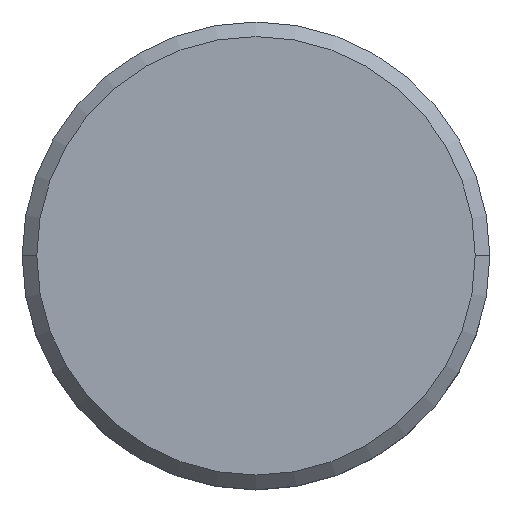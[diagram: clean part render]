
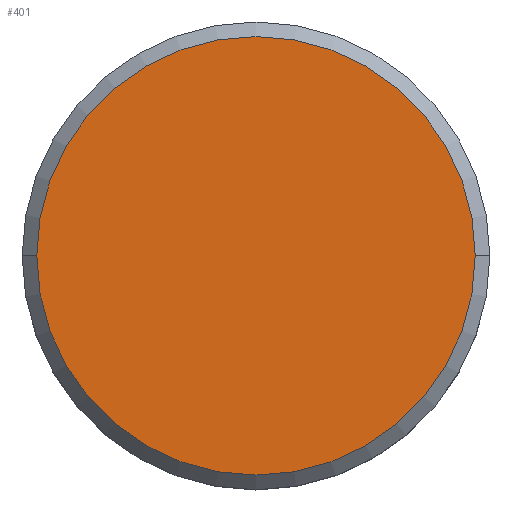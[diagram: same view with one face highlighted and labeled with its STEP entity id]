
A CAD part, top view. The second image highlights one B-rep face of the part: STEP entity #401.
In plain terms, the highlighted planar face has unit normal (0, 0, 1).
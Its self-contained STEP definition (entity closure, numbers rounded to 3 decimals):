
#17 = CARTESIAN_POINT ( 'NONE',  ( 0., 0., 0. ) ) ;
#38 = CARTESIAN_POINT ( 'NONE',  ( 0., 0., 0. ) ) ;
#79 = CARTESIAN_POINT ( 'NONE',  ( 7.5, 0., 0. ) ) ;
#84 = ORIENTED_EDGE ( 'NONE', *, *, #390, .T. ) ;
#122 = EDGE_LOOP ( 'NONE', ( #84, #400 ) ) ;
#142 = DIRECTION ( 'NONE',  ( 0., 0., 1. ) ) ;
#158 = DIRECTION ( 'NONE',  ( 0., 0., 1. ) ) ;
#165 = DIRECTION ( 'NONE',  ( 1., 0., 0. ) ) ;
#195 = EDGE_CURVE ( 'NONE', #332, #229, #224, .T. ) ;
#198 = FACE_OUTER_BOUND ( 'NONE', #122, .T. ) ;
#224 = CIRCLE ( 'NONE', #377, 7.5 ) ;
#229 = VERTEX_POINT ( 'NONE', #395 ) ;
#257 = AXIS2_PLACEMENT_3D ( 'NONE', #17, #158, #304 ) ;
#301 = PLANE ( 'NONE',  #257 ) ;
#304 = DIRECTION ( 'NONE',  ( 1., 0., 0. ) ) ;
#332 = VERTEX_POINT ( 'NONE', #79 ) ;
#338 = DIRECTION ( 'NONE',  ( 0., 0., 1. ) ) ;
#354 = DIRECTION ( 'NONE',  ( 1., 0., 0. ) ) ;
#377 = AXIS2_PLACEMENT_3D ( 'NONE', #38, #142, #354 ) ;
#382 = CARTESIAN_POINT ( 'NONE',  ( 0., 0., 0. ) ) ;
#390 = EDGE_CURVE ( 'NONE', #229, #332, #397, .T. ) ;
#395 = CARTESIAN_POINT ( 'NONE',  ( -7.5, 0., 0. ) ) ;
#397 = CIRCLE ( 'NONE', #456, 7.5 ) ;
#400 = ORIENTED_EDGE ( 'NONE', *, *, #195, .T. ) ;
#401 = ADVANCED_FACE ( 'NONE', ( #198 ), #301, .T. ) ;
#456 = AXIS2_PLACEMENT_3D ( 'NONE', #382, #338, #165 ) ;
